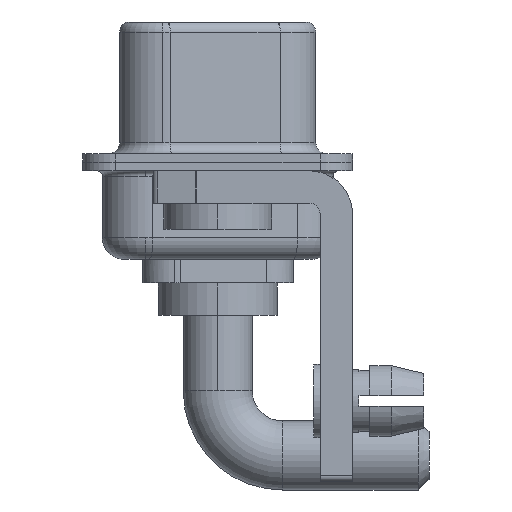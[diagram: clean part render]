
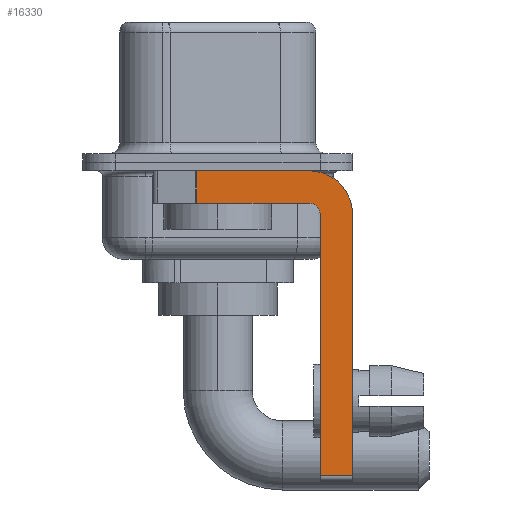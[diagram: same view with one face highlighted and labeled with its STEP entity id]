
A CAD part, left-side view. The second image highlights one B-rep face of the part: STEP entity #16330.
In plain terms, the highlighted planar face has unit normal (-1, 0, 0).
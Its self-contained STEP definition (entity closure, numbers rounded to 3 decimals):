
#609 = VECTOR ( 'NONE', #7152, 1000. ) ;
#657 = CARTESIAN_POINT ( 'NONE',  ( -2.9, -6.25, -14.55 ) ) ;
#932 = VERTEX_POINT ( 'NONE', #1525 ) ;
#1202 = VECTOR ( 'NONE', #2612, 1000. ) ;
#1450 = EDGE_CURVE ( 'NONE', #14831, #4012, #11582, .T. ) ;
#1509 = DIRECTION ( 'NONE',  ( 0., 0., -1. ) ) ;
#1525 = CARTESIAN_POINT ( 'NONE',  ( -2.9, -4.75, -2.4 ) ) ;
#1988 = CARTESIAN_POINT ( 'NONE',  ( -2.9, -4.75, -14.55 ) ) ;
#2181 = CARTESIAN_POINT ( 'NONE',  ( -2.9, -4.25, -2.4 ) ) ;
#2320 = CARTESIAN_POINT ( 'NONE',  ( -2.9, -4.25, -1.9 ) ) ;
#2506 = DIRECTION ( 'NONE',  ( 1., 0., 0. ) ) ;
#2612 = DIRECTION ( 'NONE',  ( 0., -1., 0. ) ) ;
#3351 = ORIENTED_EDGE ( 'NONE', *, *, #8192, .F. ) ;
#3413 = AXIS2_PLACEMENT_3D ( 'NONE', #2181, #6703, #12562 ) ;
#3923 = DIRECTION ( 'NONE',  ( 0., 0., 1. ) ) ;
#4012 = VERTEX_POINT ( 'NONE', #657 ) ;
#4189 = CARTESIAN_POINT ( 'NONE',  ( -2.9, 0.978, -0.4 ) ) ;
#4361 = EDGE_LOOP ( 'NONE', ( #16720, #5827, #7385, #9791, #3351, #16319, #16941, #15054 ) ) ;
#4412 = CARTESIAN_POINT ( 'NONE',  ( -2.9, -6.25, -2.4 ) ) ;
#4534 = EDGE_CURVE ( 'NONE', #932, #15906, #16425, .T. ) ;
#4567 = EDGE_CURVE ( 'NONE', #14259, #14831, #17935, .T. ) ;
#4686 = AXIS2_PLACEMENT_3D ( 'NONE', #6565, #2506, #17975 ) ;
#4857 = DIRECTION ( 'NONE',  ( 0., 1., 0. ) ) ;
#5622 = CARTESIAN_POINT ( 'NONE',  ( -2.9, -4.25, -14.55 ) ) ;
#5827 = ORIENTED_EDGE ( 'NONE', *, *, #7829, .T. ) ;
#5829 = CARTESIAN_POINT ( 'NONE',  ( -2.9, 0.978, -1.9 ) ) ;
#6497 = CARTESIAN_POINT ( 'NONE',  ( -2.9, 0.978, -1.9 ) ) ;
#6565 = CARTESIAN_POINT ( 'NONE',  ( -2.9, -4.25, -2.4 ) ) ;
#6703 = DIRECTION ( 'NONE',  ( 1., 0., 0. ) ) ;
#6840 = CARTESIAN_POINT ( 'NONE',  ( -2.9, -4.25, -2.4 ) ) ;
#7152 = DIRECTION ( 'NONE',  ( 0., 0., -1. ) ) ;
#7385 = ORIENTED_EDGE ( 'NONE', *, *, #8000, .F. ) ;
#7685 = VERTEX_POINT ( 'NONE', #6497 ) ;
#7829 = EDGE_CURVE ( 'NONE', #9785, #7685, #11112, .T. ) ;
#8000 = EDGE_CURVE ( 'NONE', #15906, #7685, #12328, .T. ) ;
#8192 = EDGE_CURVE ( 'NONE', #10394, #932, #11180, .T. ) ;
#9566 = EDGE_CURVE ( 'NONE', #10394, #4012, #18363, .T. ) ;
#9785 = VERTEX_POINT ( 'NONE', #4189 ) ;
#9791 = ORIENTED_EDGE ( 'NONE', *, *, #4534, .F. ) ;
#9923 = VECTOR ( 'NONE', #4857, 1000. ) ;
#10394 = VERTEX_POINT ( 'NONE', #1988 ) ;
#10705 = AXIS2_PLACEMENT_3D ( 'NONE', #6840, #15324, #3923 ) ;
#10844 = DIRECTION ( 'NONE',  ( 0., -1., 0. ) ) ;
#10856 = PLANE ( 'NONE',  #3413 ) ;
#11112 = LINE ( 'NONE', #5829, #17740 ) ;
#11180 = LINE ( 'NONE', #14019, #14150 ) ;
#11377 = DIRECTION ( 'NONE',  ( 0., 0., 1. ) ) ;
#11582 = LINE ( 'NONE', #4412, #609 ) ;
#11777 = EDGE_CURVE ( 'NONE', #9785, #14259, #12364, .T. ) ;
#12328 = LINE ( 'NONE', #2320, #9923 ) ;
#12364 = LINE ( 'NONE', #18109, #15379 ) ;
#12562 = DIRECTION ( 'NONE',  ( 0., 0., -1. ) ) ;
#13976 = FACE_OUTER_BOUND ( 'NONE', #4361, .T. ) ;
#14019 = CARTESIAN_POINT ( 'NONE',  ( -2.9, -4.75, -14.8 ) ) ;
#14144 = CARTESIAN_POINT ( 'NONE',  ( -2.9, -6.25, -2.4 ) ) ;
#14150 = VECTOR ( 'NONE', #11377, 1000. ) ;
#14259 = VERTEX_POINT ( 'NONE', #15868 ) ;
#14742 = CARTESIAN_POINT ( 'NONE',  ( -2.9, -4.25, -1.9 ) ) ;
#14831 = VERTEX_POINT ( 'NONE', #14144 ) ;
#15054 = ORIENTED_EDGE ( 'NONE', *, *, #4567, .F. ) ;
#15324 = DIRECTION ( 'NONE',  ( -1., 0., 0. ) ) ;
#15379 = VECTOR ( 'NONE', #10844, 1000. ) ;
#15868 = CARTESIAN_POINT ( 'NONE',  ( -2.9, -4.25, -0.4 ) ) ;
#15906 = VERTEX_POINT ( 'NONE', #14742 ) ;
#16319 = ORIENTED_EDGE ( 'NONE', *, *, #9566, .T. ) ;
#16330 = ADVANCED_FACE ( 'NONE', ( #13976 ), #10856, .F. ) ;
#16425 = CIRCLE ( 'NONE', #10705, 0.5 ) ;
#16720 = ORIENTED_EDGE ( 'NONE', *, *, #11777, .F. ) ;
#16941 = ORIENTED_EDGE ( 'NONE', *, *, #1450, .F. ) ;
#17740 = VECTOR ( 'NONE', #1509, 1000. ) ;
#17935 = CIRCLE ( 'NONE', #4686, 2. ) ;
#17975 = DIRECTION ( 'NONE',  ( 0., 0., -1. ) ) ;
#18109 = CARTESIAN_POINT ( 'NONE',  ( -2.9, 3., -0.4 ) ) ;
#18363 = LINE ( 'NONE', #5622, #1202 ) ;
